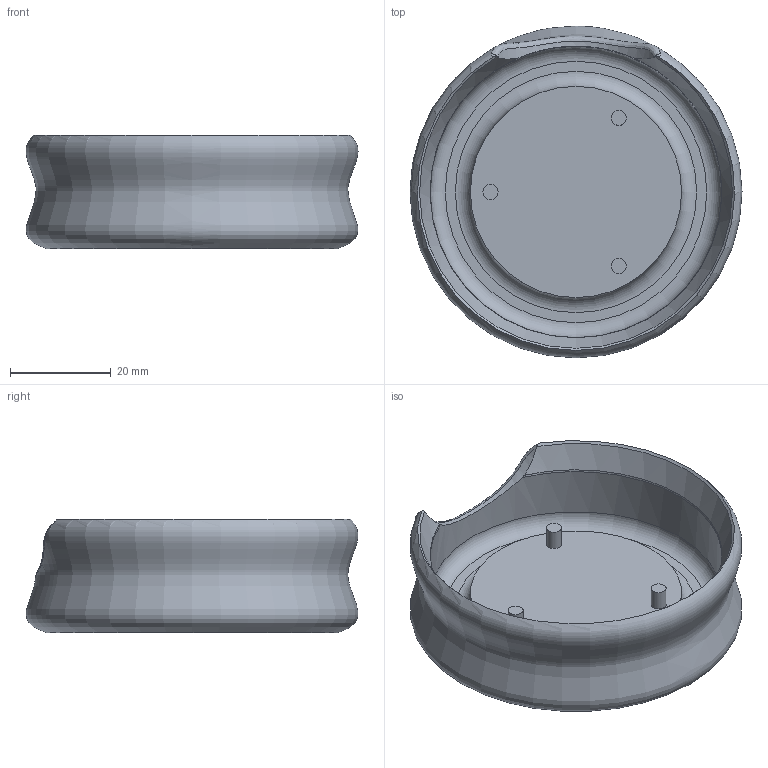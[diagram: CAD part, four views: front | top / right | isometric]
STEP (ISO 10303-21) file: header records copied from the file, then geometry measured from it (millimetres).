
FILE_DESCRIPTION(('STEP AP203'), '1');
FILE_NAME('ðó÷êà', '', ('UNSPECIFIED'), ('UNSPECIFIED'), 'C3D Converter', 'C3D Toolkit', '');
FILE_SCHEMA(('CONFIG_CONTROL_DESIGN'));
Length unit declared in the file: millimetre
Bounding box: 66.03 x 66.01 x 22.54 mm (x, y, z)
Volume: 28219.5 mm3; surface area: 13775.9 mm2
Topology: 1 solids, 1 shells, 21 faces, 41 edges, 26 vertices
Faces by surface type: cylinder 6, plane 6, torus 3, bspline 3, cone 2, revolution 1
Full cylindrical faces by diameter (mm): 3 x3, 42 x1, 58 x1
Entity records: 1592 total; most frequent: CARTESIAN_POINT 1008, DIRECTION 73, ORIENTED_EDGE 66, AXIS2_PLACEMENT_3D 36, EDGE_LOOP 33, EDGE_CURVE 33, VERTEX_POINT 26, COLOUR_RGB 22
